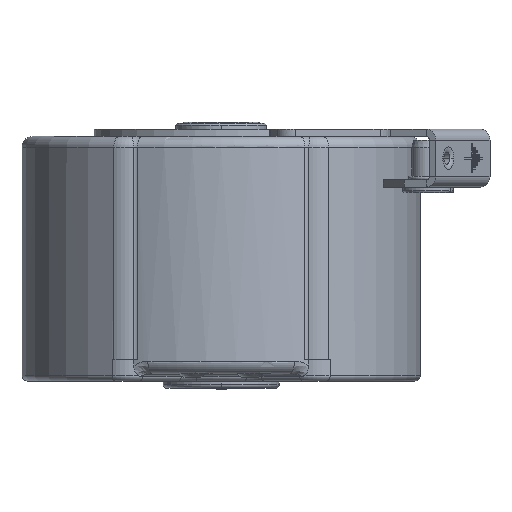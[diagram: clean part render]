
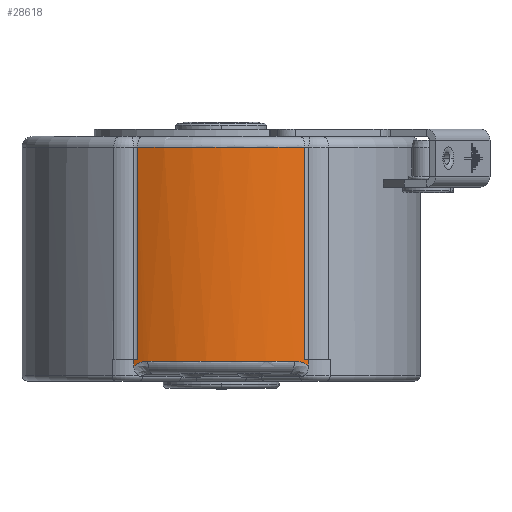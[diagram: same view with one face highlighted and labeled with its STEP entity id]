
A CAD part, front view. The second image highlights one B-rep face of the part: STEP entity #28618.
In plain terms, the highlighted cylindrical face has radius 53 mm (diameter 106 mm), a partial arc.
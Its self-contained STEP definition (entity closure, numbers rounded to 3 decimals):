
#5217=CARTESIAN_POINT('',(0.,0.,1.));
#5218=DIRECTION('',(0.,0.,1.));
#5219=DIRECTION('',(-0.455,-0.891,0.));
#5220=AXIS2_PLACEMENT_3D('',#5217,#5218,#5219);
#5237=DIRECTION('',(0.,0.,-1.));
#5238=VECTOR('',#5237,1.909);
#5239=CARTESIAN_POINT('',(24.096,-47.206,1.));
#5240=LINE('',#5239,#5238);
#5241=CARTESIAN_POINT('',(24.096,-47.206,
-0.909));
#5242=CARTESIAN_POINT('',(24.03,-47.239,
-0.847));
#5243=CARTESIAN_POINT('',(23.893,-47.309,
-0.727));
#5244=CARTESIAN_POINT('',(23.67,-47.421,
-0.553));
#5245=CARTESIAN_POINT('',(23.43,-47.54,
-0.389));
#5246=CARTESIAN_POINT('',(23.175,-47.665,
-0.234));
#5247=CARTESIAN_POINT('',(22.903,-47.797,
-0.091));
#5248=CARTESIAN_POINT('',(22.614,-47.934,
0.04));
#5249=CARTESIAN_POINT('',(22.31,-48.076,
0.157));
#5250=CARTESIAN_POINT('',(21.99,-48.223,
0.259));
#5251=CARTESIAN_POINT('',(21.656,-48.374,
0.344));
#5252=CARTESIAN_POINT('',(21.309,-48.528,
0.413));
#5253=CARTESIAN_POINT('',(20.949,-48.685,
0.463));
#5254=CARTESIAN_POINT('',(20.579,-48.842,
0.493));
#5255=CARTESIAN_POINT('',(20.327,-48.947,
0.5));
#5256=CARTESIAN_POINT('',(20.2,-49.,
0.5));
#5258=CARTESIAN_POINT('',(0.,0.,0.5));
#5259=DIRECTION('',(0.,0.,-1.));
#5260=DIRECTION('',(0.381,-0.925,0.));
#5261=AXIS2_PLACEMENT_3D('',#5258,#5259,#5260);
#5263=CARTESIAN_POINT('',(-20.2,-49.,
0.5));
#5264=CARTESIAN_POINT('',(-20.328,-48.947,
0.5));
#5265=CARTESIAN_POINT('',(-20.579,-48.842,
0.493));
#5266=CARTESIAN_POINT('',(-20.95,-48.684,
0.463));
#5267=CARTESIAN_POINT('',(-21.309,-48.528,
0.413));
#5268=CARTESIAN_POINT('',(-21.657,-48.374,
0.344));
#5269=CARTESIAN_POINT('',(-21.991,-48.223,
0.258));
#5270=CARTESIAN_POINT('',(-22.31,-48.076,
0.156));
#5271=CARTESIAN_POINT('',(-22.614,-47.934,
0.04));
#5272=CARTESIAN_POINT('',(-22.902,-47.797,
-0.091));
#5273=CARTESIAN_POINT('',(-23.174,-47.665,
-0.234));
#5274=CARTESIAN_POINT('',(-23.43,-47.54,
-0.388));
#5275=CARTESIAN_POINT('',(-23.67,-47.421,
-0.553));
#5276=CARTESIAN_POINT('',(-23.893,-47.309,
-0.727));
#5277=CARTESIAN_POINT('',(-24.03,-47.239,
-0.848));
#5278=CARTESIAN_POINT('',(-24.096,-47.206,
-0.909));
#5280=DIRECTION('',(0.,0.,1.));
#5281=VECTOR('',#5280,1.909);
#5282=CARTESIAN_POINT('',(-24.096,-47.206,
-0.909));
#5283=LINE('',#5282,#5281);
#5284=CARTESIAN_POINT('',(0.,0.,59.5));
#5285=DIRECTION('',(0.,0.,-1.));
#5286=DIRECTION('',(0.435,-0.9,0.));
#5287=AXIS2_PLACEMENT_3D('',#5284,#5285,#5286);
#5294=DIRECTION('',(0.,0.,1.));
#5295=VECTOR('',#5294,58.5);
#5296=CARTESIAN_POINT('',(23.08,-47.711,1.));
#5297=LINE('',#5296,#5295);
#5307=CARTESIAN_POINT('',(0.,0.,1.));
#5308=DIRECTION('',(0.,0.,1.));
#5309=DIRECTION('',(0.435,-0.9,0.));
#5310=AXIS2_PLACEMENT_3D('',#5307,#5308,#5309);
#12008=DIRECTION('',(0.,0.,-1.));
#12009=VECTOR('',#12008,58.5);
#12010=CARTESIAN_POINT('',(-23.08,-47.711,59.5));
#12011=LINE('',#12010,#12009);
#19923=CARTESIAN_POINT('',(23.08,-47.711,59.5));
#19924=CARTESIAN_POINT('',(-23.08,-47.711,59.5));
#19925=VERTEX_POINT('',#19923);
#19926=VERTEX_POINT('',#19924);
#21059=VERTEX_POINT('',#5263);
#21060=VERTEX_POINT('',#5278);
#21062=CARTESIAN_POINT('',(20.2,-49.,0.5));
#21063=VERTEX_POINT('',#21062);
#21067=VERTEX_POINT('',#5241);
#21325=CARTESIAN_POINT('',(-24.096,-47.206,1.));
#21326=CARTESIAN_POINT('',(-23.08,-47.711,1.));
#21327=VERTEX_POINT('',#21325);
#21328=VERTEX_POINT('',#21326);
#21329=CARTESIAN_POINT('',(23.08,-47.711,1.));
#21330=CARTESIAN_POINT('',(24.096,-47.206,1.));
#21331=VERTEX_POINT('',#21329);
#21332=VERTEX_POINT('',#21330);
#28592=CARTESIAN_POINT('',(0.,0.,1.));
#28593=DIRECTION('',(0.,0.,1.));
#28594=DIRECTION('',(1.,0.,0.));
#28595=AXIS2_PLACEMENT_3D('',#28592,#28593,#28594);
#28596=CYLINDRICAL_SURFACE('',#28595,53.);
#28598=ORIENTED_EDGE('',*,*,#28597,.F.);
#28600=ORIENTED_EDGE('',*,*,#28599,.T.);
#28602=ORIENTED_EDGE('',*,*,#28601,.T.);
#28604=ORIENTED_EDGE('',*,*,#28603,.T.);
#28606=ORIENTED_EDGE('',*,*,#28605,.T.);
#28608=ORIENTED_EDGE('',*,*,#28607,.T.);
#28610=ORIENTED_EDGE('',*,*,#28609,.T.);
#28611=ORIENTED_EDGE('',*,*,#28580,.T.);
#28613=ORIENTED_EDGE('',*,*,#28612,.F.);
#28615=ORIENTED_EDGE('',*,*,#28614,.F.);
#28616=EDGE_LOOP('',(#28598,#28600,#28602,#28604,#28606,#28608,#28610,#28611,
#28613,#28615));
#28617=FACE_OUTER_BOUND('',#28616,.F.);
#5221=CIRCLE('',#5220,53.);
#5257=B_SPLINE_CURVE_WITH_KNOTS('',3,(#5241,#5242,#5243,#5244,#5245,#5246,#5247,
#5248,#5249,#5250,#5251,#5252,#5253,#5254,#5255,#5256),.UNSPECIFIED.,.F.,.F.,(4,
1,1,1,1,1,1,1,1,1,1,1,1,4),(0.,0.077,0.154,
0.231,0.308,0.385,0.462,
0.538,0.615,0.692,0.769,
0.846,0.923,1.),.UNSPECIFIED.);
#5262=CIRCLE('',#5261,53.);
#5279=B_SPLINE_CURVE_WITH_KNOTS('',3,(#5263,#5264,#5265,#5266,#5267,#5268,#5269,
#5270,#5271,#5272,#5273,#5274,#5275,#5276,#5277,#5278),.UNSPECIFIED.,.F.,.F.,(4,
1,1,1,1,1,1,1,1,1,1,1,1,4),(0.,0.077,0.154,
0.231,0.308,0.385,0.462,
0.538,0.615,0.692,0.769,
0.846,0.923,1.),.UNSPECIFIED.);
#5288=CIRCLE('',#5287,53.);
#5311=CIRCLE('',#5310,53.);
#28580=EDGE_CURVE('',#21327,#21328,#5221,.T.);
#28597=EDGE_CURVE('',#21331,#19925,#5297,.T.);
#28599=EDGE_CURVE('',#21331,#21332,#5311,.T.);
#28601=EDGE_CURVE('',#21332,#21067,#5240,.T.);
#28603=EDGE_CURVE('',#21067,#21063,#5257,.T.);
#28605=EDGE_CURVE('',#21063,#21059,#5262,.T.);
#28607=EDGE_CURVE('',#21059,#21060,#5279,.T.);
#28609=EDGE_CURVE('',#21060,#21327,#5283,.T.);
#28612=EDGE_CURVE('',#19926,#21328,#12011,.T.);
#28614=EDGE_CURVE('',#19925,#19926,#5288,.T.);
#28618=ADVANCED_FACE('',(#28617),#28596,.T.);
